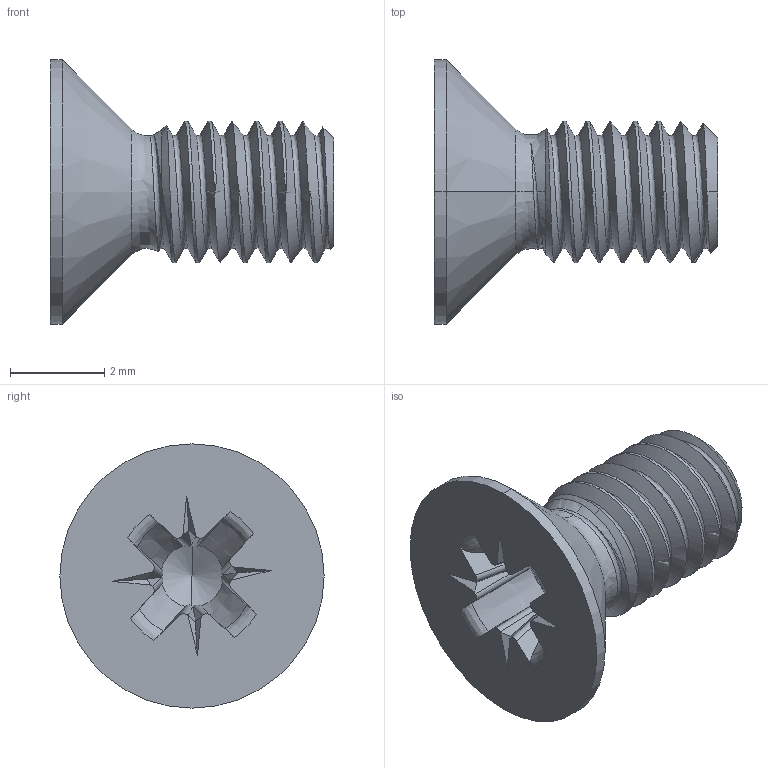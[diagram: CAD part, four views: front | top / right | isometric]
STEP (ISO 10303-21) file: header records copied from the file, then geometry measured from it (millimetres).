
FILE_DESCRIPTION (( 'STEP AP214' ), '1' );
FILE_NAME ('25404517-F3F3-44F4-BBAA-2C24ABC9EAD1.STEP', '2023-02-06T15:10:31', ( '' ), ( '' ), 'SwSTEP 2.0', 'SolidWorks 2022', '' );
FILE_SCHEMA (( 'AUTOMOTIVE_DESIGN' ));
Length unit declared in the file: millimetre
Products named in the file (1): 25404517-F3F3-44F4-BBAA-2C24ABC9EAD1
Bounding box: 6 x 5.6 x 5.6 mm (x, y, z)
Volume: 45.8 mm3; surface area: 123.5 mm2
Topology: 1 solids, 1 shells, 73 faces, 208 edges, 135 vertices
Faces by surface type: plane 26, cylinder 24, bspline 12, cone 11
Entity records: 8058 total; most frequent: CARTESIAN_POINT 6366, ORIENTED_EDGE 410, DIRECTION 249, EDGE_CURVE 205, VERTEX_POINT 135, B_SPLINE_CURVE_WITH_KNOTS 102, AXIS2_PLACEMENT_3D 84, VECTOR 81
